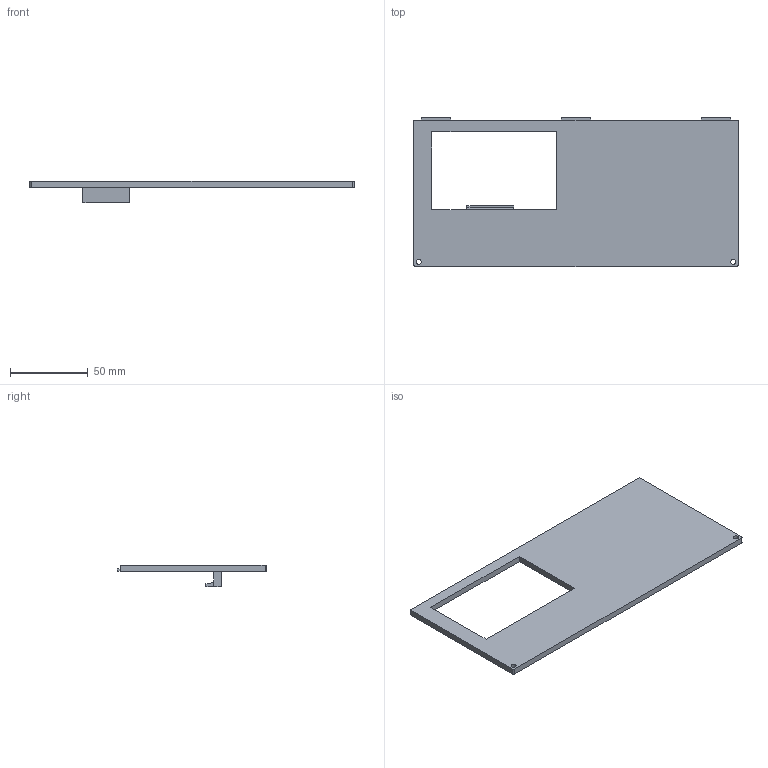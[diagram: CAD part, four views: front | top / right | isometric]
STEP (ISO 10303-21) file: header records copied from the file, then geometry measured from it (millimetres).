
FILE_DESCRIPTION(('FreeCAD Model'),'2;1');
FILE_NAME('Open CASCADE Shape Model','2024-04-22T11:42:10',('Author'),( ''),'Open CASCADE STEP processor 7.6','FreeCAD','Unknown');
FILE_SCHEMA(('AUTOMOTIVE_DESIGN { 1 0 10303 214 1 1 1 1 }'));
Length unit declared in the file: millimetre
Products named in the file (1): Body
Bounding box: 208 x 95.75 x 14 mm (x, y, z)
Volume: 64149.5 mm3; surface area: 35817.1 mm2
Topology: 1 solids, 1 shells, 40 faces, 103 edges, 66 vertices
Faces by surface type: plane 36, cylinder 4
Full cylindrical faces by diameter (mm): 3.25 x2
Entity records: 1225 total; most frequent: CARTESIAN_POINT 210, ORIENTED_EDGE 206, DIRECTION 193, EDGE_CURVE 103, LINE 95, VECTOR 95, VERTEX_POINT 66, AXIS2_PLACEMENT_3D 49
